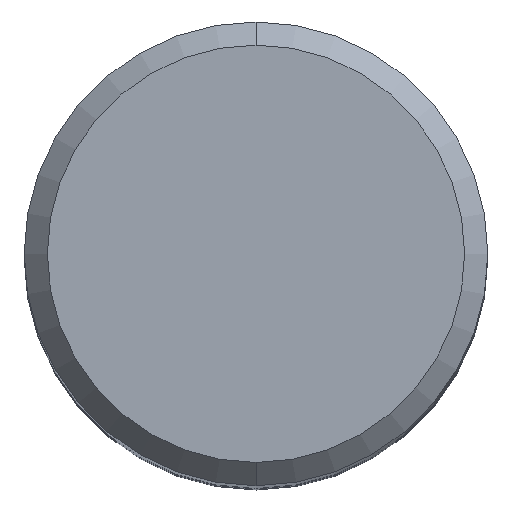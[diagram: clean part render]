
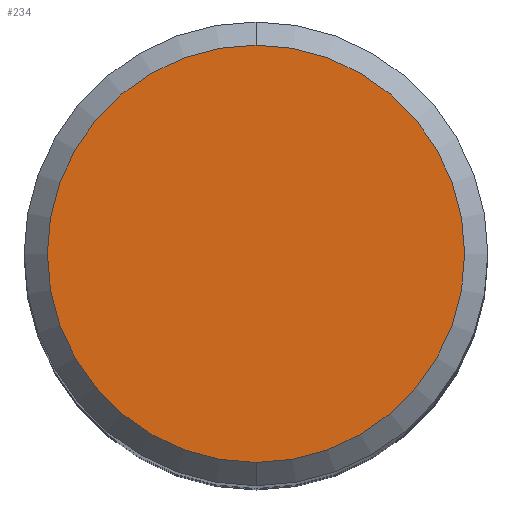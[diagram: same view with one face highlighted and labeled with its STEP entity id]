
A CAD part, top view. The second image highlights one B-rep face of the part: STEP entity #234.
In plain terms, the highlighted planar face has unit normal (0, 0, 1).
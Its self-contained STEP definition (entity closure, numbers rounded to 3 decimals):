
#234=ADVANCED_FACE('',(#602),#603,.T.);
#336=EDGE_CURVE('',#460,#506,#712,.T.);
#460=VERTEX_POINT('',#859);
#506=VERTEX_POINT('',#908);
#526=EDGE_CURVE('',#506,#460,#928,.T.);
#602=FACE_OUTER_BOUND('',#1025,.T.);
#603=PLANE('',#1026);
#712=CIRCLE('',#1345,9.0);
#859=CARTESIAN_POINT('',(0.0,9.0,0.0));
#908=CARTESIAN_POINT('',(0.,-9.0,0.0));
#928=CIRCLE('',#1801,9.0);
#1025=EDGE_LOOP('',(#1892,#1893));
#1026=AXIS2_PLACEMENT_3D('',#1894,#1895,#1896);
#1345=AXIS2_PLACEMENT_3D('',#2002,#2003,#2004);
#1801=AXIS2_PLACEMENT_3D('',#2252,#2253,#2254);
#1892=ORIENTED_EDGE('',*,*,#336,.F.);
#1893=ORIENTED_EDGE('',*,*,#526,.F.);
#1894=CARTESIAN_POINT('',(0.0,4.5,0.0));
#1895=DIRECTION('',(-0.0,0.0,1.0));
#1896=DIRECTION('',(0.0,-1.0,0.0));
#2002=CARTESIAN_POINT('',(0.0,0.0,0.0));
#2003=DIRECTION('',(0.0,0.0,-1.0));
#2004=DIRECTION('',(0.0,1.0,0.0));
#2252=CARTESIAN_POINT('',(0.0,0.0,0.0));
#2253=DIRECTION('',(0.0,0.0,-1.0));
#2254=DIRECTION('',(0.0,1.0,0.0));
